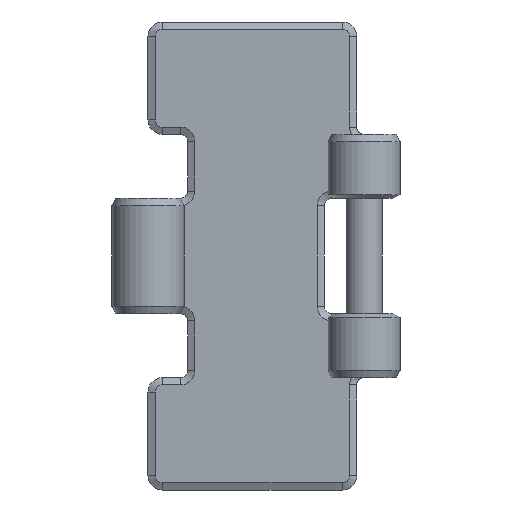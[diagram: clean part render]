
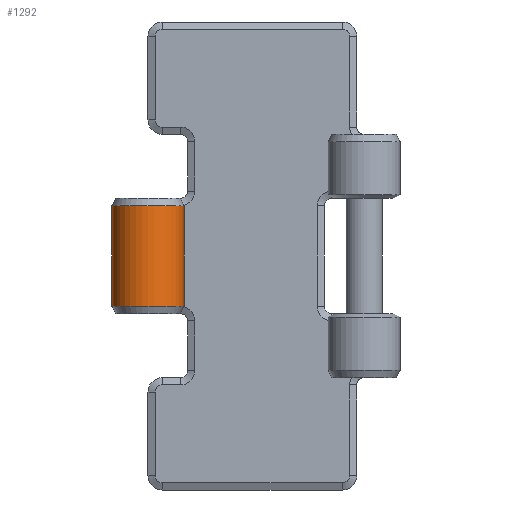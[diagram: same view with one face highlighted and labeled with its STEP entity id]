
A CAD part, front view. The second image highlights one B-rep face of the part: STEP entity #1292.
In plain terms, the highlighted cylindrical face has radius 6.35 mm (diameter 12.7 mm), a partial arc.
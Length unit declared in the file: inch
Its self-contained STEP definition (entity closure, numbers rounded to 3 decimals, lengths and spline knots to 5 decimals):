
#28 = VERTEX_POINT ( 'NONE', #256 ) ;
#68 = DIRECTION ( 'NONE',  ( 0., 0., -1. ) ) ;
#256 = CARTESIAN_POINT ( 'NONE',  ( -1., 0., 0.35 ) ) ;
#285 = DIRECTION ( 'NONE',  ( 1., 0., 0. ) ) ;
#391 = VECTOR ( 'NONE', #4387, 39.37008 ) ;
#398 = CARTESIAN_POINT ( 'NONE',  ( -0.5, 0., 0.35 ) ) ;
#411 = DIRECTION ( 'NONE',  ( -1., 0., 0. ) ) ;
#560 = CARTESIAN_POINT ( 'NONE',  ( -0.5, 0., -1.625 ) ) ;
#926 = CARTESIAN_POINT ( 'NONE',  ( -1., 0., -1.625 ) ) ;
#977 = CARTESIAN_POINT ( 'NONE',  ( -0.5, 0., -0.35 ) ) ;
#1017 = CYLINDRICAL_SURFACE ( 'NONE', #4459, 0.25 ) ;
#1085 = DIRECTION ( 'NONE',  ( 0., 0., 1. ) ) ;
#1184 = EDGE_CURVE ( 'NONE', #3233, #28, #3988, .T. ) ;
#1292 = ADVANCED_FACE ( 'NONE', ( #4380 ), #1017, .T. ) ;
#1381 = ORIENTED_EDGE ( 'NONE', *, *, #4541, .T. ) ;
#1442 = CARTESIAN_POINT ( 'NONE',  ( -0.75, 0., -0.35 ) ) ;
#1632 = EDGE_LOOP ( 'NONE', ( #3721, #3512, #1381, #3392 ) ) ;
#1797 = LINE ( 'NONE', #560, #391 ) ;
#2298 = EDGE_CURVE ( 'NONE', #3233, #2999, #1797, .T. ) ;
#2711 = CARTESIAN_POINT ( 'NONE',  ( -0.75, 0., 0.35 ) ) ;
#2724 = VECTOR ( 'NONE', #68, 39.37008 ) ;
#2999 = VERTEX_POINT ( 'NONE', #977 ) ;
#3015 = AXIS2_PLACEMENT_3D ( 'NONE', #2711, #3870, #411 ) ;
#3233 = VERTEX_POINT ( 'NONE', #398 ) ;
#3306 = DIRECTION ( 'NONE',  ( -1., 0., 0. ) ) ;
#3334 = CARTESIAN_POINT ( 'NONE',  ( -1., 0., -0.35 ) ) ;
#3392 = ORIENTED_EDGE ( 'NONE', *, *, #3969, .T. ) ;
#3399 = VERTEX_POINT ( 'NONE', #3334 ) ;
#3512 = ORIENTED_EDGE ( 'NONE', *, *, #1184, .T. ) ;
#3721 = ORIENTED_EDGE ( 'NONE', *, *, #2298, .F. ) ;
#3870 = DIRECTION ( 'NONE',  ( 0., 0., -1. ) ) ;
#3969 = EDGE_CURVE ( 'NONE', #3399, #2999, #4338, .T. ) ;
#3976 = LINE ( 'NONE', #926, #2724 ) ;
#3988 = CIRCLE ( 'NONE', #3015, 0.25 ) ;
#4061 = DIRECTION ( 'NONE',  ( 0., 0., -1. ) ) ;
#4176 = AXIS2_PLACEMENT_3D ( 'NONE', #1442, #1085, #285 ) ;
#4338 = CIRCLE ( 'NONE', #4176, 0.25 ) ;
#4380 = FACE_OUTER_BOUND ( 'NONE', #1632, .T. ) ;
#4387 = DIRECTION ( 'NONE',  ( 0., 0., -1. ) ) ;
#4453 = CARTESIAN_POINT ( 'NONE',  ( -0.75, 0., -1.625 ) ) ;
#4459 = AXIS2_PLACEMENT_3D ( 'NONE', #4453, #4061, #3306 ) ;
#4541 = EDGE_CURVE ( 'NONE', #28, #3399, #3976, .T. ) ;
